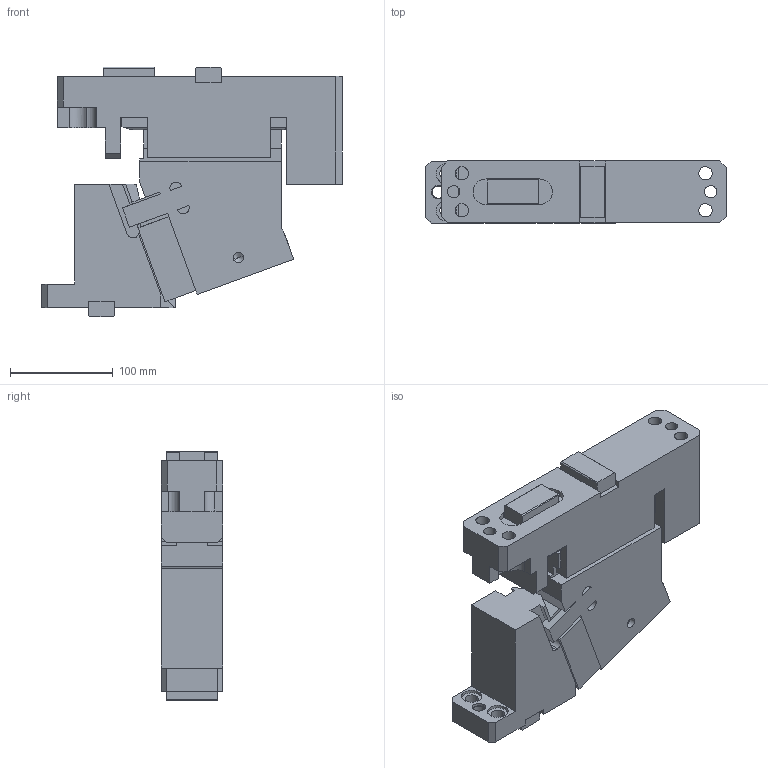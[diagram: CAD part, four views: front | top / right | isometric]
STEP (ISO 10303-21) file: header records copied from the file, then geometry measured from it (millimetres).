
FILE_DESCRIPTION(('CATIA V5 STEP Exchange'),'2;1');
FILE_NAME('CACV_60_70.stp','2015-04-24T14:09:14+00:00',('none'),('none'),'CATIA Version 5 Release 19 SP 2 (IN-10)','CATIA V5 STEP AP203','none');
FILE_SCHEMA(('CONFIG_CONTROL_DESIGN'));
Length unit declared in the file: millimetre
Products named in the file (1): CACV_60_70
Bounding box: 292 x 60 x 243 mm (x, y, z)
Volume: 2592263.7 mm3; surface area: 283912.5 mm2
Topology: 3 solids, 4 shells, 317 faces, 861 edges, 566 vertices
Faces by surface type: plane 219, cylinder 92, cone 6
Entity records: 10718 total; most frequent: CARTESIAN_POINT 2892, ORIENTED_EDGE 1710, DIRECTION 1375, EDGE_CURVE 855, VECTOR 659, LINE 659, VERTEX_POINT 566, AXIS2_PLACEMENT_3D 423
